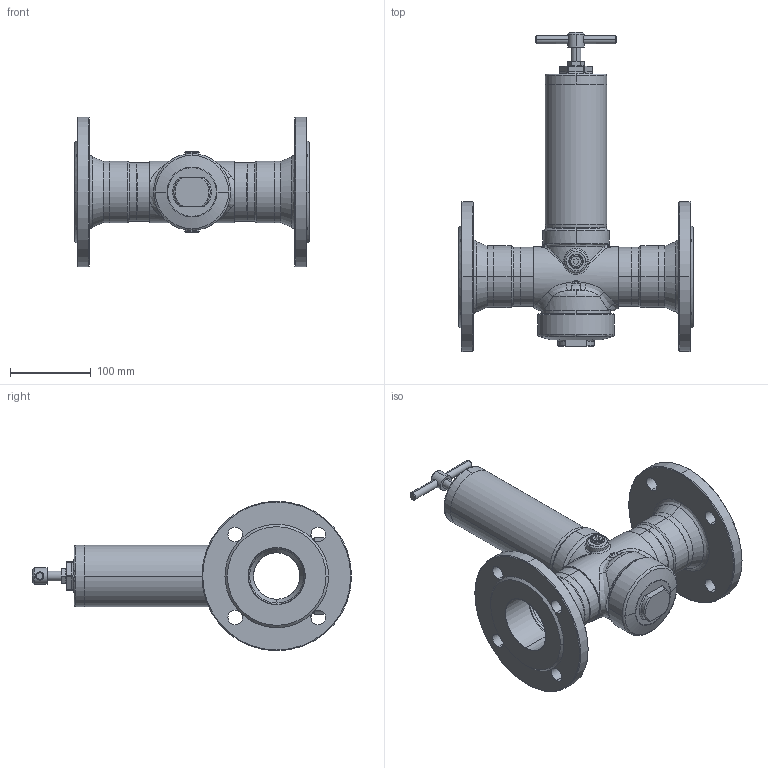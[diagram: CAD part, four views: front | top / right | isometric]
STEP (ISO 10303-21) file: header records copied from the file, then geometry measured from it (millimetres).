
FILE_DESCRIPTION (( 'STEP AP203' ), '1' );
FILE_NAME ('Typ_71-BG_III-D065.STEP', '2021-03-11T07:52:46', ( '' ), ( '' ), 'SwSTEP 2.0', 'SolidWorks 2016', '' );
FILE_SCHEMA (( 'CONFIG_CONTROL_DESIGN' ));
Length unit declared in the file: millimetre
Products named in the file (1): Typ_71-BG_III-D065
Bounding box: 290 x 394.5 x 185 mm (x, y, z)
Volume: 1305215.8 mm3; surface area: 400254.1 mm2
Topology: 13 solids, 13 shells, 529 faces, 1258 edges, 762 vertices
Faces by surface type: cylinder 178, cone 151, bspline 107, plane 93
Entity records: 23444 total; most frequent: CARTESIAN_POINT 11611, ORIENTED_EDGE 2510, DIRECTION 2445, EDGE_CURVE 1255, AXIS2_PLACEMENT_3D 1037, VERTEX_POINT 762, CIRCLE 614, EDGE_LOOP 581
